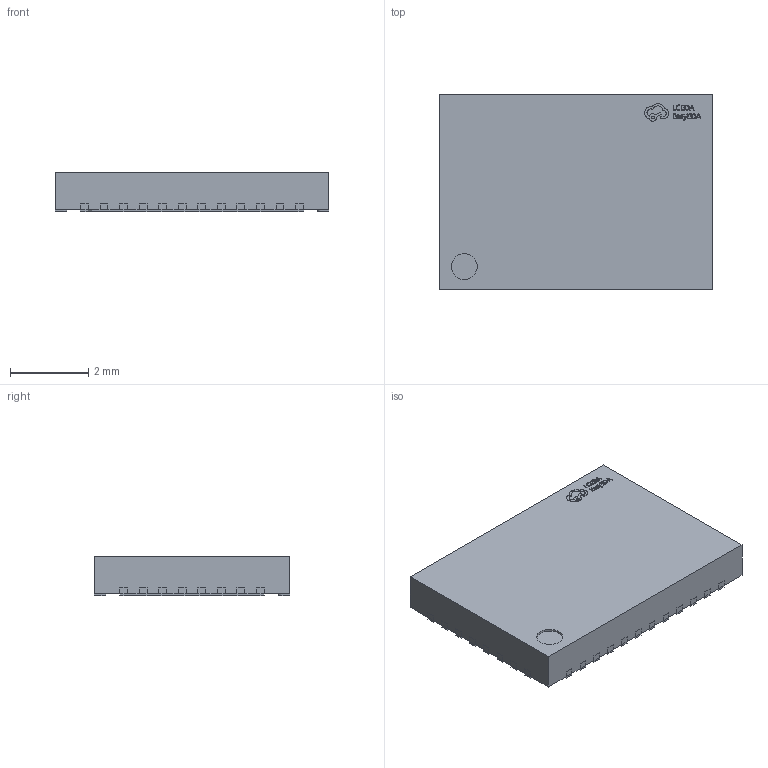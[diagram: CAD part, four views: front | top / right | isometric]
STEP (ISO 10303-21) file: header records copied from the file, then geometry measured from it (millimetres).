
FILE_DESCRIPTION (( 'STEP AP214' ), '1' );
FILE_NAME ('VQFN-40_L7.0-W5.0-P0.50-BL-EP5.7.STEP', '2022-08-14T13:26:50', ( '' ), ( '' ), 'SwSTEP 2.0', 'SolidWorks 2018', '' );
FILE_SCHEMA (( 'AUTOMOTIVE_DESIGN' ));
Length unit declared in the file: millimetre
Products named in the file (1): VQFN-40_L7.0-W5.0-P0.50-BL-EP5.7
Bounding box: 7 x 5 x 1.01 mm (x, y, z)
Volume: 34.4 mm3; surface area: 203 mm2
Topology: 83 solids, 83 shells, 1133 faces, 2838 edges, 1892 vertices
Faces by surface type: plane 793, cylinder 242, bspline 98
Entity records: 47427 total; most frequent: CARTESIAN_POINT 7174, ORIENTED_EDGE 5676, DIRECTION 5194, EDGE_CURVE 2838, VECTOR 2154, LINE 2154, VERTEX_POINT 1892, AXIS2_PLACEMENT_3D 1520
